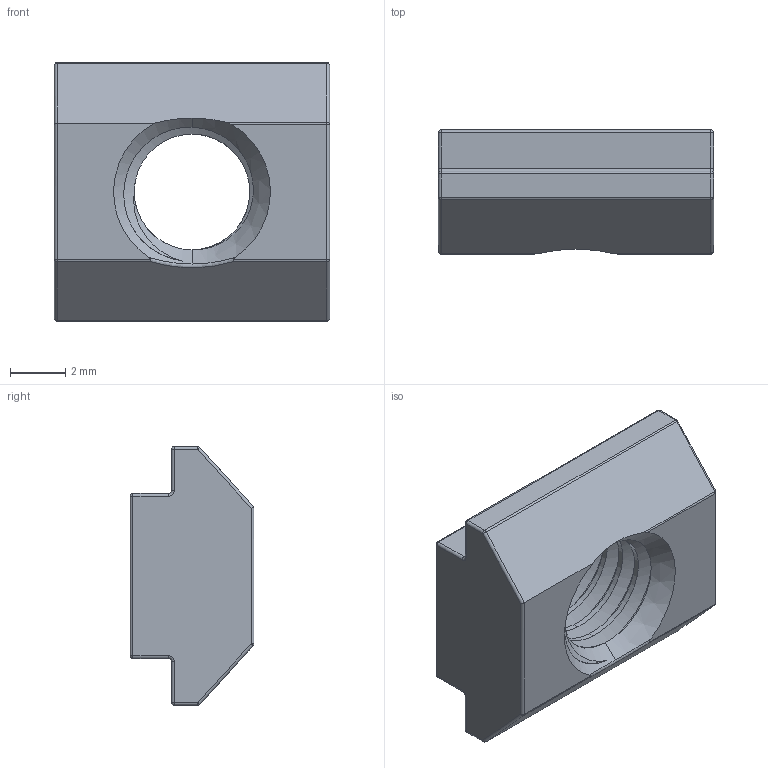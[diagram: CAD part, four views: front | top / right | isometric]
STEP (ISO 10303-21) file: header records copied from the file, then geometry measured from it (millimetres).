
FILE_DESCRIPTION (( 'STEP AP203' ), '1' );
FILE_NAME ('AL-2A36.A21A.01 Ñóõàðü ïàçîâûé ïàç 6, 10 ìì, Ì5.STEP', '2024-07-30T05:33:57', ( '' ), ( '' ), 'SwSTEP 2.0', 'SolidWorks 2021', '' );
FILE_SCHEMA (( 'CONFIG_CONTROL_DESIGN' ));
Length unit declared in the file: millimetre
Products named in the file (1): AL-2A36.A21A.01 Ñóõàðü ïàçîâûé ïàç 6, 10 ìì, Ì5
Bounding box: 10 x 4.5 x 9.4 mm (x, y, z)
Volume: 248.2 mm3; surface area: 368.4 mm2
Topology: 1 solids, 1 shells, 79 faces, 191 edges, 100 vertices
Faces by surface type: cylinder 39, sphere 15, plane 13, cone 4, bspline 4, torus 4
Entity records: 3328 total; most frequent: CARTESIAN_POINT 1566, DIRECTION 360, ORIENTED_EDGE 356, EDGE_CURVE 178, AXIS2_PLACEMENT_3D 143, VERTEX_POINT 100, EDGE_LOOP 80, ADVANCED_FACE 79
